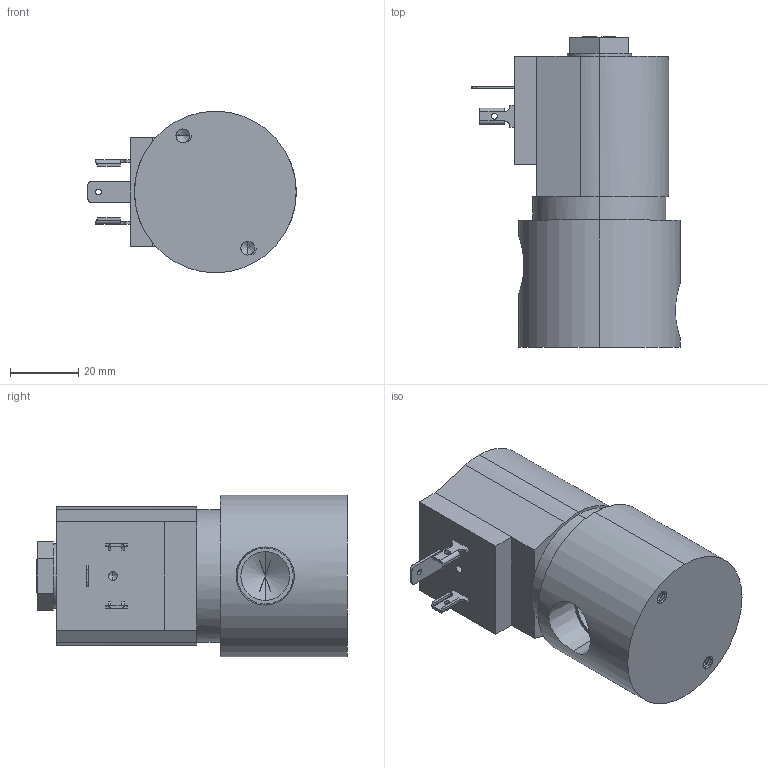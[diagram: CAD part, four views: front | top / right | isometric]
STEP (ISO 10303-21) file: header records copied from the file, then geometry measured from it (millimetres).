
FILE_DESCRIPTION (( 'STEP AP203' ), '1' );
FILE_NAME ('H401YH02Z1CF5.step', '2025-12-15T20:28:20', ( '' ), ( '' ), 'SwSTEP 2.0', 'SolidWorks 2024', '' );
FILE_SCHEMA (( 'CONFIG_CONTROL_DESIGN' ));
Length unit declared in the file: inch
Products named in the file (1): H401YH02Z1CF5
Bounding box: 61.14 x 91.21 x 47.45 mm (x, y, z)
Volume: 130923.7 mm3; surface area: 19477.5 mm2
Topology: 1 solids, 1 shells, 203 faces, 561 edges, 365 vertices
Faces by surface type: cylinder 98, plane 80, cone 16, bspline 9
Entity records: 12861 total; most frequent: CARTESIAN_POINT 8256, ORIENTED_EDGE 1102, DIRECTION 733, EDGE_CURVE 551, VERTEX_POINT 365, LINE 275, VECTOR 275, AXIS2_PLACEMENT_3D 229
